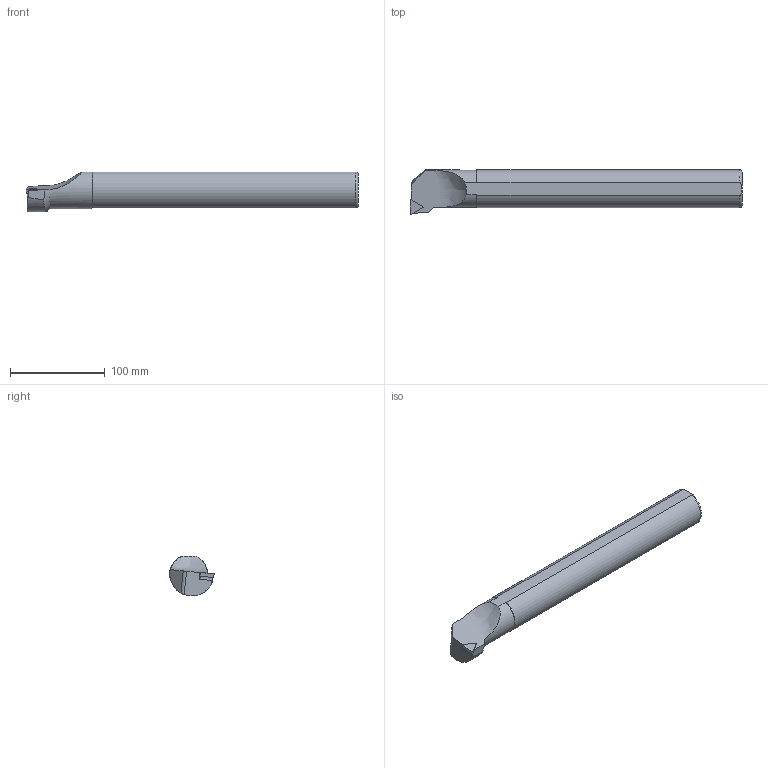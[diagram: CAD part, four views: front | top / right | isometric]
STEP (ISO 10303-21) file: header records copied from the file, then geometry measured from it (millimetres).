
FILE_DESCRIPTION(/* description */ (''),/* implementation_level */ '2;1');
FILE_NAME(/* name */ 'S40U-STFCR-16.stp',/* time_stamp */ '2023-10-18T20:38:26+03:00',/* author */ (''),/* organization */ (''),/* preprocessor_version */ 'ST-DEVELOPER v19.4',/* originating_system */ 'SIEMENS PLM Software NX2306.3001',/* authorisation */ '');
FILE_SCHEMA (('AUTOMOTIVE_DESIGN { 1 0 10303 214 3 1 1 1 }'));
Length unit declared in the file: millimetre
Products named in the file (1): model1_objects
Bounding box: 350 x 47 x 41.92 mm (x, y, z)
Volume: 408331.4 mm3; surface area: 45590.2 mm2
Topology: 2 solids, 2 shells, 40 faces, 103 edges, 67 vertices
Faces by surface type: plane 21, cylinder 10, cone 6, bspline 2, torus 1
Entity records: 1922 total; most frequent: CARTESIAN_POINT 892, ORIENTED_EDGE 202, DIRECTION 182, EDGE_CURVE 101, AXIS2_PLACEMENT_3D 68, VERTEX_POINT 66, LINE 46, VECTOR 46
